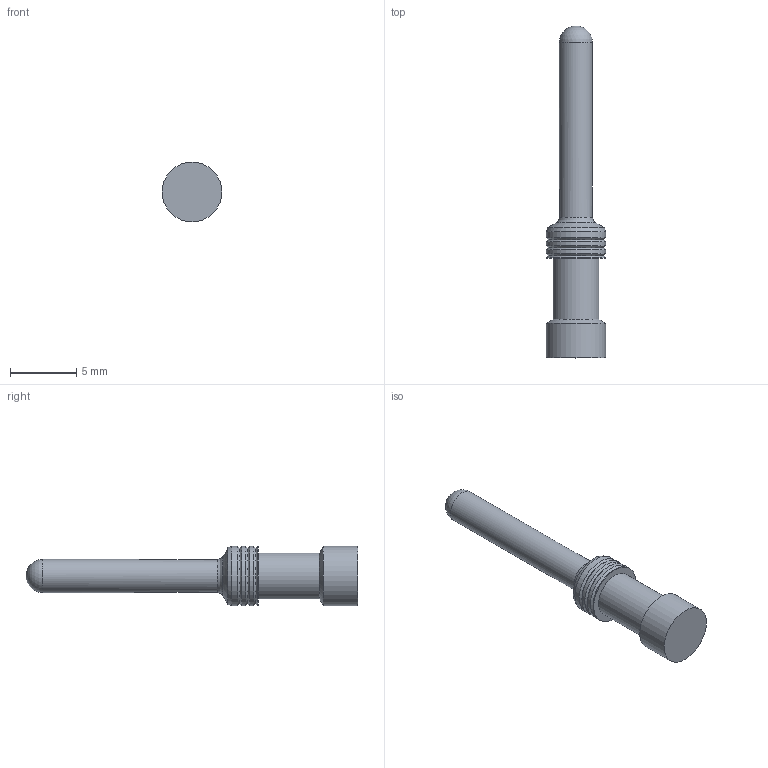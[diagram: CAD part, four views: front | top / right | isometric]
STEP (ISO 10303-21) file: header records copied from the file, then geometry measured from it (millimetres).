
FILE_DESCRIPTION(/* description */ (''),/* implementation_level */ '2;1');
FILE_NAME(/* name */ 'n 01 025 0038 x.stp',/* time_stamp */ '2018-09-25T11:22:31+02:00',/* author */ (''),/* organization */ (''),/* preprocessor_version */ 'ST-DEVELOPER v16',/* originating_system */ 'SIEMENS PLM Software NX 11.0',/* authorisation */ '');
FILE_SCHEMA (('AUTOMOTIVE_DESIGN { 1 0 10303 214 3 1 1 1 }'));
Length unit declared in the file: millimetre
Products named in the file (1): n 01 025 0038nxm001-03
Bounding box: 4.5 x 25 x 4.5 mm (x, y, z)
Volume: 197.8 mm3; surface area: 279.1 mm2
Topology: 1 solids, 1 shells, 20 faces, 39 edges, 21 vertices
Faces by surface type: cone 9, cylinder 7, plane 2, bspline 1, sphere 1
Full cylindrical faces by diameter (mm): 2.48 x1, 3.45 x1, 4.5 x5
Entity records: 586 total; most frequent: CARTESIAN_POINT 89, DIRECTION 76, FACE_BOUND 38, EDGE_LOOP 38, ORIENTED_EDGE 38, AXIS2_PLACEMENT_3D 38, PRESENTATION_STYLE_ASSIGNMENT 21, SURFACE_STYLE_USAGE 21
